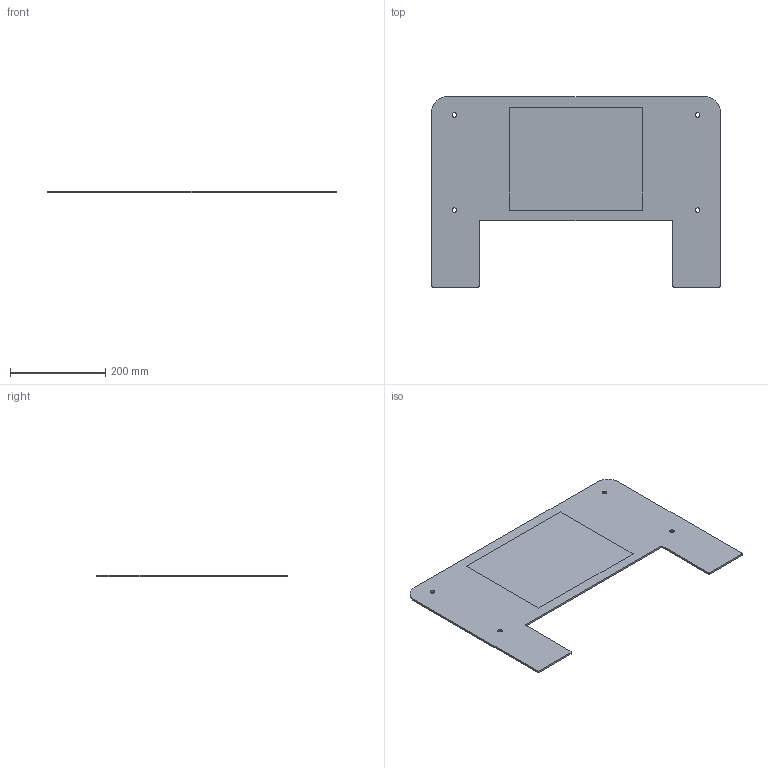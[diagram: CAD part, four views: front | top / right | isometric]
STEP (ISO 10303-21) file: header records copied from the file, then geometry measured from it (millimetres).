
FILE_DESCRIPTION (( 'STEP AP214' ), '1' );
FILE_NAME ('am-4288 Backboard.STEP', '2020-09-09T19:22:16', ( '' ), ( '' ), 'SwSTEP 2.0', 'SolidWorks 2019', '' );
FILE_SCHEMA (( 'AUTOMOTIVE_DESIGN' ));
Length unit declared in the file: inch
Products named in the file (1): am-4288 Backboard
Bounding box: 606.42 x 400.05 x 4 mm (x, y, z)
Volume: 740416.9 mm3; surface area: 379714.9 mm2
Topology: 1 solids, 1 shells, 27 faces, 76 edges, 52 vertices
Faces by surface type: cylinder 16, plane 11
Entity records: 963 total; most frequent: DIRECTION 164, CARTESIAN_POINT 156, ORIENTED_EDGE 152, EDGE_CURVE 76, AXIS2_PLACEMENT_3D 60, VERTEX_POINT 52, VECTOR 44, LINE 44
